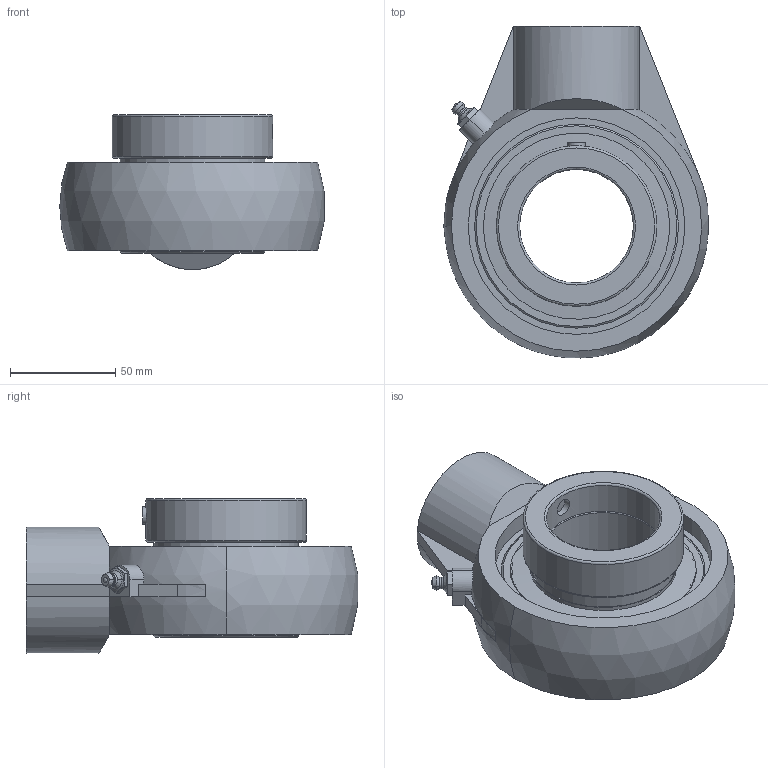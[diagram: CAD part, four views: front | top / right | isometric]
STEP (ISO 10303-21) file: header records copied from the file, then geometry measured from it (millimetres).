
FILE_DESCRIPTION(('HOOPS Exchange Step'),'2;1');
FILE_NAME('export-8DDAB359-F60D-4950-A7BB-889055C7FE3B.stp','2019-12-13T13:27:44-08:00',('ibuslach'),('Alibre'),'HOOPS Exchange 2019.2','Alibre','Unknown authorisation');
FILE_SCHEMA( ('AP242_MANAGED_MODEL_BASED_3D_ENGINEERING_MIM_LF {1 0 10303 442 1 1 4 }') );
Length unit declared in the file: centimetre
Products named in the file (8): ZERK 6mm; MRN SHA 211; SNC 211 SS; SNC 211-34 RACES; SNC 211-34 COLLAR; SNC 211 SHIELD; MRN SNC 211-34; MRN SNCHA 211-34
Assembly tree (8 placements, depth 3):
  MRN SNCHA 211-34
    ZERK 6mm
    MRN SHA 211
    MRN SNC 211-34
      SNC 211 SS
      SNC 211-34 RACES
      SNC 211-34 COLLAR
      SNC 211 SHIELD  x2
Bounding box: 125.5 x 157.57 x 73.53 mm (x, y, z)
Volume: 398613.4 mm3; surface area: 116018.6 mm2
Topology: 8 solids, 8 shells, 146 faces, 380 edges, 252 vertices
Faces by surface type: plane 60, cylinder 33, cone 32, torus 14, sphere 7
Full cylindrical faces by diameter (mm): 2.263 x2, 6 x2, 8.382 x3, 31.75 x1, 53.975 x2, 64.973 x2, 68.58 x4, 69.342 x2, 76.2 x1, 87.884 x2, 88.392 x2, 102.825 x1, 104.825 x1
Entity records: 6553 total; most frequent: CARTESIAN_POINT 2819, DIRECTION 818, ORIENTED_EDGE 712, EDGE_CURVE 356, AXIS2_PLACEMENT_3D 349, VERTEX_POINT 238, CIRCLE 184, EDGE_LOOP 164
